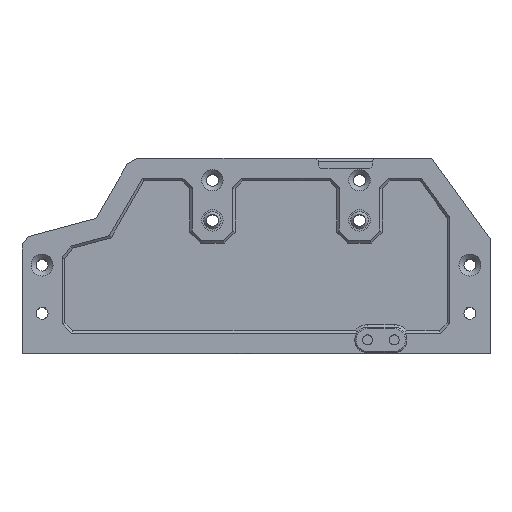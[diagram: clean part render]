
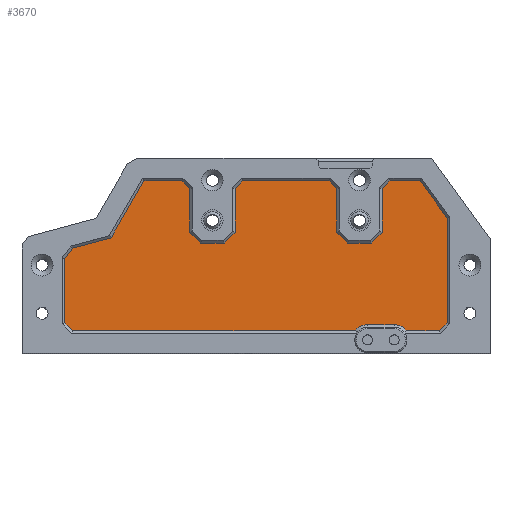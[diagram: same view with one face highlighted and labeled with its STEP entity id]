
A CAD part, top view. The second image highlights one B-rep face of the part: STEP entity #3670.
In plain terms, the highlighted planar face has unit normal (0, 0, 1).
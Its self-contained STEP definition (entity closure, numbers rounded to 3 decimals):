
#89=CIRCLE('',#3817,5.75);
#90=CIRCLE('',#3820,5.75);
#286=FACE_OUTER_BOUND('',#522,.T.);
#522=EDGE_LOOP('',(#2856,#2857,#2858,#2859,#2860,#2861,#2862,#2863,#2864,
#2865,#2866,#2867,#2868,#2869,#2870,#2871,#2872,#2873,#2874,#2875,#2876,
#2877,#2878,#2879,#2880,#2881,#2882,#2883,#2884,#2885));
#668=LINE('',#5172,#1111);
#671=LINE('',#5186,#1114);
#722=LINE('',#5307,#1165);
#798=LINE('',#5508,#1241);
#802=LINE('',#5515,#1245);
#803=LINE('',#5519,#1246);
#807=LINE('',#5528,#1250);
#813=LINE('',#5541,#1256);
#817=LINE('',#5550,#1260);
#820=LINE('',#5554,#1263);
#821=LINE('',#5558,#1264);
#827=LINE('',#5569,#1270);
#828=LINE('',#5573,#1271);
#832=LINE('',#5582,#1275);
#838=LINE('',#5595,#1281);
#840=LINE('',#5598,#1283);
#843=LINE('',#5604,#1286);
#845=LINE('',#5607,#1288);
#848=LINE('',#5611,#1291);
#849=LINE('',#5613,#1292);
#851=LINE('',#5617,#1294);
#854=LINE('',#5623,#1297);
#858=LINE('',#5629,#1301);
#859=LINE('',#5631,#1302);
#862=LINE('',#5637,#1305);
#864=LINE('',#5640,#1307);
#867=LINE('',#5644,#1310);
#868=LINE('',#5646,#1311);
#1111=VECTOR('',#4149,10.);
#1114=VECTOR('',#4160,10.);
#1165=VECTOR('',#4241,10.);
#1241=VECTOR('',#4459,10.);
#1245=VECTOR('',#4465,10.);
#1246=VECTOR('',#4468,10.);
#1250=VECTOR('',#4474,10.);
#1256=VECTOR('',#4482,10.);
#1260=VECTOR('',#4488,10.);
#1263=VECTOR('',#4493,10.);
#1264=VECTOR('',#4496,10.);
#1270=VECTOR('',#4504,10.);
#1271=VECTOR('',#4507,10.);
#1275=VECTOR('',#4513,10.);
#1281=VECTOR('',#4521,10.);
#1283=VECTOR('',#4525,10.);
#1286=VECTOR('',#4530,10.);
#1288=VECTOR('',#4534,10.);
#1291=VECTOR('',#4539,10.);
#1292=VECTOR('',#4542,10.);
#1294=VECTOR('',#4546,10.);
#1297=VECTOR('',#4551,10.);
#1301=VECTOR('',#4557,10.);
#1302=VECTOR('',#4560,10.);
#1305=VECTOR('',#4565,10.);
#1307=VECTOR('',#4569,10.);
#1310=VECTOR('',#4574,10.);
#1311=VECTOR('',#4577,10.);
#1554=VERTEX_POINT('',#5162);
#1555=VERTEX_POINT('',#5166);
#1556=VERTEX_POINT('',#5170);
#1557=VERTEX_POINT('',#5174);
#1560=VERTEX_POINT('',#5184);
#1615=VERTEX_POINT('',#5306);
#1668=VERTEX_POINT('',#5505);
#1669=VERTEX_POINT('',#5507);
#1671=VERTEX_POINT('',#5513);
#1672=VERTEX_POINT('',#5517);
#1673=VERTEX_POINT('',#5518);
#1676=VERTEX_POINT('',#5526);
#1677=VERTEX_POINT('',#5527);
#1682=VERTEX_POINT('',#5538);
#1683=VERTEX_POINT('',#5540);
#1686=VERTEX_POINT('',#5547);
#1687=VERTEX_POINT('',#5549);
#1688=VERTEX_POINT('',#5556);
#1689=VERTEX_POINT('',#5557);
#1693=VERTEX_POINT('',#5567);
#1694=VERTEX_POINT('',#5571);
#1695=VERTEX_POINT('',#5572);
#1698=VERTEX_POINT('',#5580);
#1699=VERTEX_POINT('',#5581);
#1704=VERTEX_POINT('',#5592);
#1705=VERTEX_POINT('',#5594);
#1707=VERTEX_POINT('',#5603);
#1708=VERTEX_POINT('',#5616);
#1710=VERTEX_POINT('',#5622);
#1713=VERTEX_POINT('',#5636);
#1874=EDGE_CURVE('',#1555,#1554,#89,.T.);
#1876=EDGE_CURVE('',#1556,#1555,#668,.T.);
#1878=EDGE_CURVE('',#1557,#1556,#90,.T.);
#1882=EDGE_CURVE('',#1560,#1557,#671,.T.);
#1942=EDGE_CURVE('',#1554,#1615,#722,.T.);
#2042=EDGE_CURVE('',#1668,#1669,#798,.T.);
#2046=EDGE_CURVE('',#1671,#1668,#802,.T.);
#2047=EDGE_CURVE('',#1672,#1673,#803,.T.);
#2051=EDGE_CURVE('',#1676,#1677,#807,.T.);
#2057=EDGE_CURVE('',#1682,#1683,#813,.T.);
#2061=EDGE_CURVE('',#1686,#1687,#817,.T.);
#2064=EDGE_CURVE('',#1615,#1686,#820,.T.);
#2065=EDGE_CURVE('',#1688,#1689,#821,.T.);
#2071=EDGE_CURVE('',#1693,#1560,#827,.T.);
#2072=EDGE_CURVE('',#1694,#1695,#828,.T.);
#2076=EDGE_CURVE('',#1698,#1699,#832,.T.);
#2082=EDGE_CURVE('',#1704,#1705,#838,.T.);
#2084=EDGE_CURVE('',#1699,#1704,#840,.T.);
#2087=EDGE_CURVE('',#1705,#1707,#843,.T.);
#2089=EDGE_CURVE('',#1695,#1698,#845,.T.);
#2092=EDGE_CURVE('',#1707,#1693,#848,.T.);
#2093=EDGE_CURVE('',#1689,#1694,#849,.T.);
#2095=EDGE_CURVE('',#1708,#1688,#851,.T.);
#2098=EDGE_CURVE('',#1710,#1708,#854,.T.);
#2102=EDGE_CURVE('',#1687,#1682,#858,.T.);
#2103=EDGE_CURVE('',#1677,#1710,#859,.T.);
#2106=EDGE_CURVE('',#1683,#1713,#862,.T.);
#2108=EDGE_CURVE('',#1673,#1676,#864,.T.);
#2111=EDGE_CURVE('',#1713,#1671,#867,.T.);
#2112=EDGE_CURVE('',#1669,#1672,#868,.T.);
#2856=ORIENTED_EDGE('',*,*,#1878,.F.);
#2857=ORIENTED_EDGE('',*,*,#1882,.F.);
#2858=ORIENTED_EDGE('',*,*,#2071,.F.);
#2859=ORIENTED_EDGE('',*,*,#2092,.F.);
#2860=ORIENTED_EDGE('',*,*,#2087,.F.);
#2861=ORIENTED_EDGE('',*,*,#2082,.F.);
#2862=ORIENTED_EDGE('',*,*,#2084,.F.);
#2863=ORIENTED_EDGE('',*,*,#2076,.F.);
#2864=ORIENTED_EDGE('',*,*,#2089,.F.);
#2865=ORIENTED_EDGE('',*,*,#2072,.F.);
#2866=ORIENTED_EDGE('',*,*,#2093,.F.);
#2867=ORIENTED_EDGE('',*,*,#2065,.F.);
#2868=ORIENTED_EDGE('',*,*,#2095,.F.);
#2869=ORIENTED_EDGE('',*,*,#2098,.F.);
#2870=ORIENTED_EDGE('',*,*,#2103,.F.);
#2871=ORIENTED_EDGE('',*,*,#2051,.F.);
#2872=ORIENTED_EDGE('',*,*,#2108,.F.);
#2873=ORIENTED_EDGE('',*,*,#2047,.F.);
#2874=ORIENTED_EDGE('',*,*,#2112,.F.);
#2875=ORIENTED_EDGE('',*,*,#2042,.F.);
#2876=ORIENTED_EDGE('',*,*,#2046,.F.);
#2877=ORIENTED_EDGE('',*,*,#2111,.F.);
#2878=ORIENTED_EDGE('',*,*,#2106,.F.);
#2879=ORIENTED_EDGE('',*,*,#2057,.F.);
#2880=ORIENTED_EDGE('',*,*,#2102,.F.);
#2881=ORIENTED_EDGE('',*,*,#2061,.F.);
#2882=ORIENTED_EDGE('',*,*,#2064,.F.);
#2883=ORIENTED_EDGE('',*,*,#1942,.F.);
#2884=ORIENTED_EDGE('',*,*,#1874,.F.);
#2885=ORIENTED_EDGE('',*,*,#1876,.F.);
#3479=PLANE('',#3946);
#3670=ADVANCED_FACE('',(#286),#3479,.F.);
#3817=AXIS2_PLACEMENT_3D('',#5168,#4144,#4145);
#3820=AXIS2_PLACEMENT_3D('',#5179,#4152,#4153);
#3946=AXIS2_PLACEMENT_3D('',#5675,#4619,#4620);
#4144=DIRECTION('center_axis',(0.,0.,1.));
#4145=DIRECTION('ref_axis',(-1.,0.,0.));
#4149=DIRECTION('',(-1.,0.,0.));
#4152=DIRECTION('center_axis',(0.,0.,1.));
#4153=DIRECTION('ref_axis',(1.,0.,0.));
#4160=DIRECTION('',(-1.,0.,0.));
#4241=DIRECTION('',(-1.,0.,0.));
#4459=DIRECTION('',(0.,-1.,0.));
#4465=DIRECTION('',(0.707,-0.707,0.));
#4468=DIRECTION('',(1.,0.,0.));
#4474=DIRECTION('',(0.,1.,0.));
#4482=DIRECTION('',(0.966,0.259,0.));
#4488=DIRECTION('',(0.,1.,0.));
#4493=DIRECTION('',(-0.707,0.707,0.));
#4496=DIRECTION('',(0.,-1.,0.));
#4504=DIRECTION('',(-0.707,-0.707,0.));
#4507=DIRECTION('',(1.,0.,0.));
#4513=DIRECTION('',(0.,1.,0.));
#4521=DIRECTION('',(1.,0.,0.));
#4525=DIRECTION('',(0.707,0.707,0.));
#4530=DIRECTION('',(0.588,-0.809,0.));
#4534=DIRECTION('',(0.707,0.707,0.));
#4539=DIRECTION('',(0.,-1.,0.));
#4542=DIRECTION('',(0.707,-0.707,0.));
#4546=DIRECTION('',(0.707,-0.707,0.));
#4551=DIRECTION('',(1.,0.,0.));
#4557=DIRECTION('',(0.609,0.793,0.));
#4560=DIRECTION('',(0.707,0.707,0.));
#4565=DIRECTION('',(0.5,0.866,0.));
#4569=DIRECTION('',(0.707,0.707,0.));
#4574=DIRECTION('',(1.,0.,0.));
#4577=DIRECTION('',(0.707,-0.707,0.));
#4619=DIRECTION('center_axis',(0.,0.,-1.));
#4620=DIRECTION('ref_axis',(-1.,0.,0.));
#5162=CARTESIAN_POINT('',(262.438,-58.102,783.25));
#5166=CARTESIAN_POINT('',(267.,-55.852,783.25));
#5168=CARTESIAN_POINT('Origin',(267.,-61.602,783.25));
#5170=CARTESIAN_POINT('',(277.,-55.852,783.25));
#5172=CARTESIAN_POINT('',(246.15,-55.852,783.25));
#5174=CARTESIAN_POINT('',(281.562,-58.102,783.25));
#5179=CARTESIAN_POINT('Origin',(277.,-61.602,783.25));
#5184=CARTESIAN_POINT('',(293.886,-58.102,783.25));
#5186=CARTESIAN_POINT('',(261.55,-58.102,783.25));
#5306=CARTESIAN_POINT('',(156.714,-58.102,783.25));
#5307=CARTESIAN_POINT('',(261.55,-58.102,783.25));
#5505=CARTESIAN_POINT('',(200.5,-5.016,783.25));
#5507=CARTESIAN_POINT('',(200.5,-21.291,783.25));
#5508=CARTESIAN_POINT('',(200.5,-15.602,783.25));
#5513=CARTESIAN_POINT('',(197.586,-2.102,783.25));
#5515=CARTESIAN_POINT('',(212.243,-16.759,783.25));
#5517=CARTESIAN_POINT('',(204.586,-25.377,783.25));
#5518=CARTESIAN_POINT('',(213.414,-25.377,783.25));
#5519=CARTESIAN_POINT('',(213.4,-25.377,783.25));
#5526=CARTESIAN_POINT('',(217.5,-21.291,783.25));
#5527=CARTESIAN_POINT('',(217.5,-5.016,783.25));
#5528=CARTESIAN_POINT('',(217.5,-27.24,783.25));
#5538=CARTESIAN_POINT('',(156.767,-27.32,783.25));
#5540=CARTESIAN_POINT('',(171.059,-23.49,783.25));
#5541=CARTESIAN_POINT('',(186.536,-19.343,783.25));
#5547=CARTESIAN_POINT('',(153.8,-55.188,783.25));
#5549=CARTESIAN_POINT('',(153.8,-31.187,783.25));
#5550=CARTESIAN_POINT('',(153.8,-44.602,783.25));
#5554=CARTESIAN_POINT('',(166.132,-67.52,783.25));
#5556=CARTESIAN_POINT('',(255.5,-5.016,783.25));
#5557=CARTESIAN_POINT('',(255.5,-21.291,783.25));
#5558=CARTESIAN_POINT('',(255.5,-15.602,783.25));
#5567=CARTESIAN_POINT('',(296.8,-55.188,783.25));
#5569=CARTESIAN_POINT('',(284.468,-67.52,783.25));
#5571=CARTESIAN_POINT('',(259.586,-25.377,783.25));
#5572=CARTESIAN_POINT('',(268.414,-25.377,783.25));
#5573=CARTESIAN_POINT('',(240.9,-25.377,783.25));
#5580=CARTESIAN_POINT('',(272.5,-21.291,783.25));
#5581=CARTESIAN_POINT('',(272.5,-5.016,783.25));
#5582=CARTESIAN_POINT('',(272.5,-27.24,783.25));
#5592=CARTESIAN_POINT('',(275.414,-2.102,783.25));
#5594=CARTESIAN_POINT('',(286.669,-2.102,783.25));
#5595=CARTESIAN_POINT('',(248.4,-2.102,783.25));
#5598=CARTESIAN_POINT('',(255.157,-22.359,783.25));
#5603=CARTESIAN_POINT('',(296.8,-16.043,783.25));
#5604=CARTESIAN_POINT('',(282.574,3.534,783.25));
#5607=CARTESIAN_POINT('',(257.476,-36.315,783.25));
#5611=CARTESIAN_POINT('',(296.8,-22.91,783.25));
#5613=CARTESIAN_POINT('',(251.174,-16.965,783.25));
#5616=CARTESIAN_POINT('',(252.586,-2.102,783.25));
#5617=CARTESIAN_POINT('',(253.493,-3.009,783.25));
#5622=CARTESIAN_POINT('',(220.414,-2.102,783.25));
#5623=CARTESIAN_POINT('',(220.9,-2.102,783.25));
#5629=CARTESIAN_POINT('',(168.052,-12.613,783.25));
#5631=CARTESIAN_POINT('',(213.907,-8.609,783.25));
#5636=CARTESIAN_POINT('',(183.407,-2.102,783.25));
#5637=CARTESIAN_POINT('',(176.511,-14.047,783.25));
#5640=CARTESIAN_POINT('',(216.226,-22.565,783.25));
#5644=CARTESIAN_POINT('',(204.065,-2.102,783.25));
#5646=CARTESIAN_POINT('',(209.924,-30.715,783.25));
#5675=CARTESIAN_POINT('Origin',(225.3,-30.102,783.25));
